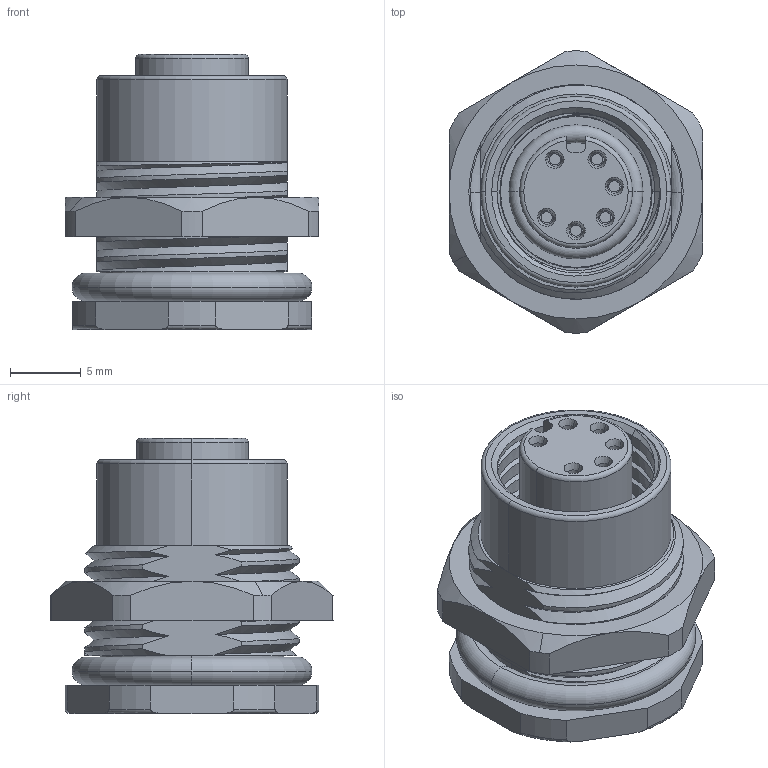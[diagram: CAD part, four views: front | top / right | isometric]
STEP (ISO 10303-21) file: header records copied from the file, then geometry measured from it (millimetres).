
FILE_DESCRIPTION (( 'STEP AP203' ), '1' );
FILE_NAME ('FEK61-.STEP', '2019-03-13T02:40:23', ( 'User' ), ( 'china' ), 'SwSTEP 2.0', 'SolidWorks 2012', '' );
FILE_SCHEMA (( 'CONFIG_CONTROL_DESIGN' ));
Length unit declared in the file: millimetre
Products named in the file (8): FEK61-; O型圈-9X1; O型圈; M12-Pg9ヶ坶踡蹟譫; O型圈-15X2; M12-Pg9謂釱ヶ坶踡楊擘; M12-6、8芯插孔（法兰用）; M12-A扣6芯孔座（法兰用）
Assembly tree (12 placements, depth 2):
  FEK61-
    M12-A扣6芯孔座（法兰用）
    M12-6、8芯插孔（法兰用）  x6
    M12-Pg9謂釱ヶ坶踡楊擘
    O型圈-15X2
    M12-Pg9ヶ坶踡蹟譫
    O型圈
    O型圈-9X1
Bounding box: 18 x 19.99 x 19.5 mm (x, y, z)
Volume: 2476.9 mm3; surface area: 4748.5 mm2
Topology: 12 solids, 12 shells, 462 faces, 1111 edges, 722 vertices
Faces by surface type: cylinder 199, plane 168, cone 39, torus 31, bspline 25
Entity records: 14484 total; most frequent: CARTESIAN_POINT 7046, ORIENTED_EDGE 1382, DIRECTION 1355, EDGE_CURVE 691, AXIS2_PLACEMENT_3D 552, VERTEX_POINT 442, EDGE_LOOP 313, CIRCLE 285
